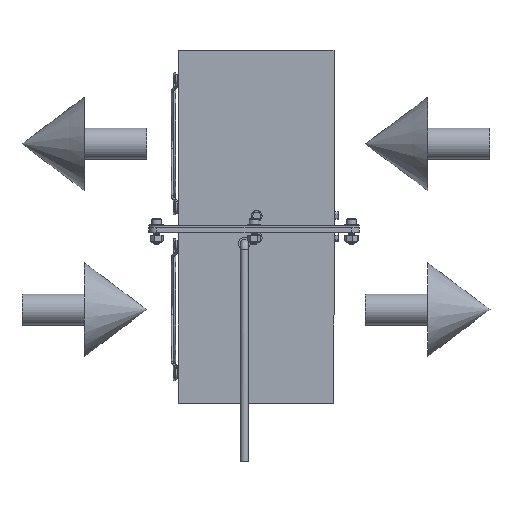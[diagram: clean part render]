
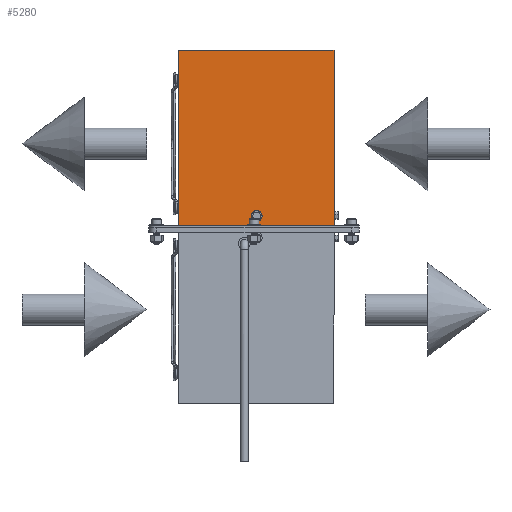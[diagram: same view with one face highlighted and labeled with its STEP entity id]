
A CAD part, front view. The second image highlights one B-rep face of the part: STEP entity #5280.
In plain terms, the highlighted planar face has unit normal (0, -1, 0).
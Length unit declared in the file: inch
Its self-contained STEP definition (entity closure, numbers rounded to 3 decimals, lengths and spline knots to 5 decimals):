
#1892 = LINE ( 'NONE', #25360, #8932 ) ;
#2037 = EDGE_CURVE ( 'NONE', #12539, #2083, #7912, .T. ) ;
#2072 = PLANE ( 'NONE',  #11413 ) ;
#2083 = VERTEX_POINT ( 'NONE', #9518 ) ;
#2184 = DIRECTION ( 'NONE',  ( 0., 1., 0. ) ) ;
#4917 = VERTEX_POINT ( 'NONE', #5729 ) ;
#5280 = ADVANCED_FACE ( 'NONE', ( #6428, #13497 ), #2072, .F. ) ;
#5729 = CARTESIAN_POINT ( 'NONE',  ( 3.48768, 0.73695, 5.15649 ) ) ;
#5767 = CIRCLE ( 'NONE', #19959, 0.0885 ) ;
#6428 = FACE_BOUND ( 'NONE', #13324, .T. ) ;
#6889 = CARTESIAN_POINT ( 'NONE',  ( 1.05468, 0.73695, 4.84399 ) ) ;
#6896 = LINE ( 'NONE', #22601, #12269 ) ;
#7741 = DIRECTION ( 'NONE',  ( 0., 1., 0. ) ) ;
#7912 = LINE ( 'NONE', #6889, #17443 ) ;
#8678 = CARTESIAN_POINT ( 'NONE',  ( 6.05468, 0.73695, 10.46899 ) ) ;
#8932 = VECTOR ( 'NONE', #20110, 39.37008 ) ;
#9518 = CARTESIAN_POINT ( 'NONE',  ( 1.05468, 0.73695, 4.84399 ) ) ;
#10413 = VERTEX_POINT ( 'NONE', #8678 ) ;
#11413 = AXIS2_PLACEMENT_3D ( 'NONE', #18071, #2184, #20725 ) ;
#11472 = VERTEX_POINT ( 'NONE', #26251 ) ;
#11596 = DIRECTION ( 'NONE',  ( -1., 0., 0. ) ) ;
#12269 = VECTOR ( 'NONE', #25278, 39.37008 ) ;
#12539 = VERTEX_POINT ( 'NONE', #23433 ) ;
#13324 = EDGE_LOOP ( 'NONE', ( #31030 ) ) ;
#13497 = FACE_OUTER_BOUND ( 'NONE', #30559, .T. ) ;
#17443 = VECTOR ( 'NONE', #22779, 39.37008 ) ;
#17831 = EDGE_CURVE ( 'NONE', #11472, #2083, #1892, .T. ) ;
#18071 = CARTESIAN_POINT ( 'NONE',  ( 6.05468, 0.73695, 4.84399 ) ) ;
#19583 = CARTESIAN_POINT ( 'NONE',  ( 6.05468, 0.73695, 10.46899 ) ) ;
#19959 = AXIS2_PLACEMENT_3D ( 'NONE', #23644, #7741, #26282 ) ;
#20110 = DIRECTION ( 'NONE',  ( -1., 0., 0. ) ) ;
#20660 = EDGE_CURVE ( 'NONE', #4917, #4917, #5767, .T. ) ;
#20725 = DIRECTION ( 'NONE',  ( -1., 0., 0. ) ) ;
#22601 = CARTESIAN_POINT ( 'NONE',  ( 6.05468, 0.73695, 4.84399 ) ) ;
#22779 = DIRECTION ( 'NONE',  ( 0., 0., -1. ) ) ;
#23433 = CARTESIAN_POINT ( 'NONE',  ( 1.05468, 0.73695, 10.46899 ) ) ;
#23644 = CARTESIAN_POINT ( 'NONE',  ( 3.57618, 0.73695, 5.15649 ) ) ;
#25137 = LINE ( 'NONE', #19583, #31345 ) ;
#25278 = DIRECTION ( 'NONE',  ( 0., 0., -1. ) ) ;
#25360 = CARTESIAN_POINT ( 'NONE',  ( 6.05468, 0.73695, 4.84399 ) ) ;
#26251 = CARTESIAN_POINT ( 'NONE',  ( 6.05468, 0.73695, 4.84399 ) ) ;
#26282 = DIRECTION ( 'NONE',  ( -1., 0., 0. ) ) ;
#26865 = ORIENTED_EDGE ( 'NONE', *, *, #31849, .F. ) ;
#28866 = EDGE_CURVE ( 'NONE', #10413, #12539, #25137, .T. ) ;
#28890 = ORIENTED_EDGE ( 'NONE', *, *, #2037, .T. ) ;
#30559 = EDGE_LOOP ( 'NONE', ( #28890, #32938, #26865, #32156 ) ) ;
#31030 = ORIENTED_EDGE ( 'NONE', *, *, #20660, .T. ) ;
#31345 = VECTOR ( 'NONE', #11596, 39.37008 ) ;
#31849 = EDGE_CURVE ( 'NONE', #10413, #11472, #6896, .T. ) ;
#32156 = ORIENTED_EDGE ( 'NONE', *, *, #28866, .T. ) ;
#32938 = ORIENTED_EDGE ( 'NONE', *, *, #17831, .F. ) ;
